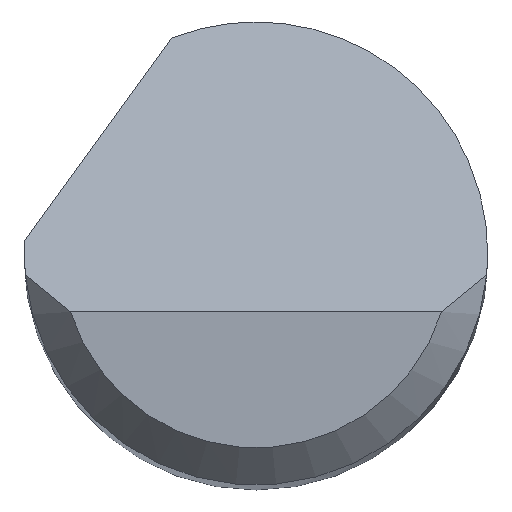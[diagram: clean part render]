
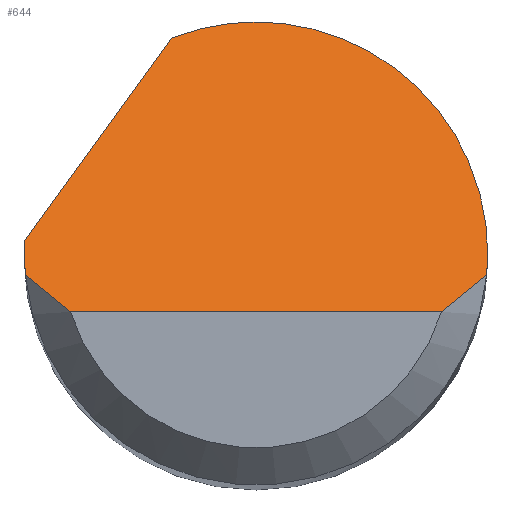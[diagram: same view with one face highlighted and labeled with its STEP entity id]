
A CAD part, top view. The second image highlights one B-rep face of the part: STEP entity #644.
In plain terms, the highlighted planar face has unit normal (0, 0.707, 0.707).
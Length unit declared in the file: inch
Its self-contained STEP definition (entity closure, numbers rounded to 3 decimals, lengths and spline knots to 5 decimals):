
#1 = CARTESIAN_POINT ( 'NONE',  ( -0.03394, 0.08739, 1.88886 ) ) ;
#3 = EDGE_CURVE ( 'NONE', #52, #680, #82, .T. ) ;
#4 = LINE ( 'NONE', #10, #762 ) ;
#10 = CARTESIAN_POINT ( 'NONE',  ( 0., -0.02375, 2. ) ) ;
#11 = CARTESIAN_POINT ( 'NONE',  ( 0.09375, 0., 1.97625 ) ) ;
#32 = VERTEX_POINT ( 'NONE', #292 ) ;
#40 = CARTESIAN_POINT ( 'NONE',  ( -0.09362, 0.005, 1.97125 ) ) ;
#44 = CARTESIAN_POINT ( 'NONE',  ( -0.09334, -0.00875, 1.985 ) ) ;
#51 = CARTESIAN_POINT ( 'NONE',  ( -0.09362, 0.005, 1.97125 ) ) ;
#52 = VERTEX_POINT ( 'NONE', #519 ) ;
#65 = CARTESIAN_POINT ( 'NONE',  ( -0.07508, -0.02375, 2. ) ) ;
#73 = VERTEX_POINT ( 'NONE', #458 ) ;
#79 = CARTESIAN_POINT ( 'NONE',  ( -0.11014, -0.01781, 1.99406 ) ) ;
#82 =( BOUNDED_CURVE ( )  B_SPLINE_CURVE ( 3, ( #501, #456, #395, #224 ),
 .UNSPECIFIED., .F., .T. ) 
 B_SPLINE_CURVE_WITH_KNOTS ( ( 4, 4 ),
 ( 4.61892, 4.71239 ),
 .UNSPECIFIED. ) 
 CURVE ( )  GEOMETRIC_REPRESENTATION_ITEM ( )  RATIONAL_B_SPLINE_CURVE ( ( 1., 0.999, 0.999, 1. ) ) 
 REPRESENTATION_ITEM ( '' )  );
#83 = PLANE ( 'NONE',  #670 ) ;
#87 = EDGE_CURVE ( 'NONE', #52, #216, #205, .T. ) ;
#100 = EDGE_CURVE ( 'NONE', #557, #483, #243, .T. ) ;
#113 = ORIENTED_EDGE ( 'NONE', *, *, #214, .F. ) ;
#117 = EDGE_CURVE ( 'NONE', #680, #364, #401, .T. ) ;
#123 = ORIENTED_EDGE ( 'NONE', *, *, #87, .T. ) ;
#172 = ORIENTED_EDGE ( 'NONE', *, *, #117, .F. ) ;
#183 = EDGE_CURVE ( 'NONE', #364, #557, #652, .T. ) ;
#195 = CARTESIAN_POINT ( 'NONE',  ( 0.09334, -0.00875, 1.985 ) ) ;
#199 = CARTESIAN_POINT ( 'NONE',  ( 0.09361, -0.00584, 1.98209 ) ) ;
#205 = B_SPLINE_CURVE_WITH_KNOTS ( 'NONE', 3,
 ( #44, #694, #528, #583 ),
 .UNSPECIFIED., .F., .F.,
 ( 4, 4 ),
 ( 0., 0.00071 ),
 .UNSPECIFIED. ) ;
#214 = EDGE_CURVE ( 'NONE', #483, #73, #628, .T. ) ;
#216 = VERTEX_POINT ( 'NONE', #65 ) ;
#224 = CARTESIAN_POINT ( 'NONE',  ( -0.09375, 0., 1.97625 ) ) ;
#243 =( BOUNDED_CURVE ( )  B_SPLINE_CURVE ( 3, ( #1, #465, #288, #345 ),
 .UNSPECIFIED., .F., .T. ) 
 B_SPLINE_CURVE_WITH_KNOTS ( ( 4, 4 ),
 ( 5.91277, 7.85398 ),
 .UNSPECIFIED. ) 
 CURVE ( )  GEOMETRIC_REPRESENTATION_ITEM ( )  RATIONAL_B_SPLINE_CURVE ( ( 1., 0.71, 0.71, 1. ) ) 
 REPRESENTATION_ITEM ( '' )  );
#250 = EDGE_CURVE ( 'NONE', #32, #73, #387, .T. ) ;
#257 = CARTESIAN_POINT ( 'NONE',  ( -0.03394, 0.08739, 1.88886 ) ) ;
#263 = CARTESIAN_POINT ( 'NONE',  ( 0.09375, -0.00292, 1.97917 ) ) ;
#265 = CARTESIAN_POINT ( 'NONE',  ( -0.09375, -0.02375, 2. ) ) ;
#266 = CARTESIAN_POINT ( 'NONE',  ( 0.07508, -0.02375, 2. ) ) ;
#277 = DIRECTION ( 'NONE',  ( 0., 0.707, -0.707 ) ) ;
#288 = CARTESIAN_POINT ( 'NONE',  ( 0.09375, 0.07266, 1.90359 ) ) ;
#292 = CARTESIAN_POINT ( 'NONE',  ( 0.07508, -0.02375, 2. ) ) ;
#298 = CARTESIAN_POINT ( 'NONE',  ( -0.09371, 0.00333, 1.97292 ) ) ;
#345 = CARTESIAN_POINT ( 'NONE',  ( 0.09375, 0., 1.97625 ) ) ;
#346 = ORIENTED_EDGE ( 'NONE', *, *, #423, .T. ) ;
#348 = CARTESIAN_POINT ( 'NONE',  ( -0.09375, 0., 1.97625 ) ) ;
#364 = VERTEX_POINT ( 'NONE', #40 ) ;
#387 = B_SPLINE_CURVE_WITH_KNOTS ( 'NONE', 3,
 ( #266, #624, #439, #742 ),
 .UNSPECIFIED., .F., .F.,
 ( 4, 4 ),
 ( 0., 0.00071 ),
 .UNSPECIFIED. ) ;
#395 = CARTESIAN_POINT ( 'NONE',  ( -0.09375, -0.00292, 1.97917 ) ) ;
#401 =( BOUNDED_CURVE ( )  B_SPLINE_CURVE ( 3, ( #348, #574, #298, #51 ),
 .UNSPECIFIED., .F., .T. ) 
 B_SPLINE_CURVE_WITH_KNOTS ( ( 4, 4 ),
 ( 4.71239, 4.76575 ),
 .UNSPECIFIED. ) 
 CURVE ( )  GEOMETRIC_REPRESENTATION_ITEM ( )  RATIONAL_B_SPLINE_CURVE ( ( 1., 1., 1., 1. ) ) 
 REPRESENTATION_ITEM ( '' )  );
#423 = EDGE_CURVE ( 'NONE', #216, #32, #4, .T. ) ;
#430 = ORIENTED_EDGE ( 'NONE', *, *, #183, .F. ) ;
#434 = ORIENTED_EDGE ( 'NONE', *, *, #3, .F. ) ;
#439 = CARTESIAN_POINT ( 'NONE',  ( 0.08761, -0.01397, 1.99022 ) ) ;
#456 = CARTESIAN_POINT ( 'NONE',  ( -0.09361, -0.00584, 1.98209 ) ) ;
#458 = CARTESIAN_POINT ( 'NONE',  ( 0.09334, -0.00875, 1.985 ) ) ;
#465 = CARTESIAN_POINT ( 'NONE',  ( 0.03379, 0.11369, 1.86256 ) ) ;
#472 = VECTOR ( 'NONE', #723, 39.37008 ) ;
#483 = VERTEX_POINT ( 'NONE', #489 ) ;
#489 = CARTESIAN_POINT ( 'NONE',  ( 0.09375, 0., 1.97625 ) ) ;
#501 = CARTESIAN_POINT ( 'NONE',  ( -0.09334, -0.00875, 1.985 ) ) ;
#519 = CARTESIAN_POINT ( 'NONE',  ( -0.09334, -0.00875, 1.985 ) ) ;
#528 = CARTESIAN_POINT ( 'NONE',  ( -0.08157, -0.019, 1.99525 ) ) ;
#557 = VERTEX_POINT ( 'NONE', #257 ) ;
#574 = CARTESIAN_POINT ( 'NONE',  ( -0.09375, 0.00167, 1.97458 ) ) ;
#583 = CARTESIAN_POINT ( 'NONE',  ( -0.07508, -0.02375, 2. ) ) ;
#589 = DIRECTION ( 'NONE',  ( 1., 0., 0. ) ) ;
#623 = FACE_OUTER_BOUND ( 'NONE', #748, .T. ) ;
#624 = CARTESIAN_POINT ( 'NONE',  ( 0.08157, -0.019, 1.99525 ) ) ;
#628 =( BOUNDED_CURVE ( )  B_SPLINE_CURVE ( 3, ( #11, #263, #199, #195 ),
 .UNSPECIFIED., .F., .T. ) 
 B_SPLINE_CURVE_WITH_KNOTS ( ( 4, 4 ),
 ( 1.5708, 1.66427 ),
 .UNSPECIFIED. ) 
 CURVE ( )  GEOMETRIC_REPRESENTATION_ITEM ( )  RATIONAL_B_SPLINE_CURVE ( ( 1., 0.999, 0.999, 1. ) ) 
 REPRESENTATION_ITEM ( '' )  );
#644 = ADVANCED_FACE ( 'NONE', ( #623 ), #83, .F. ) ;
#652 = LINE ( 'NONE', #79, #472 ) ;
#653 = ORIENTED_EDGE ( 'NONE', *, *, #250, .T. ) ;
#666 = DIRECTION ( 'NONE',  ( 0., -0.707, -0.707 ) ) ;
#670 = AXIS2_PLACEMENT_3D ( 'NONE', #265, #666, #277 ) ;
#673 = CARTESIAN_POINT ( 'NONE',  ( -0.09375, 0., 1.97625 ) ) ;
#680 = VERTEX_POINT ( 'NONE', #673 ) ;
#694 = CARTESIAN_POINT ( 'NONE',  ( -0.08761, -0.01397, 1.99022 ) ) ;
#723 = DIRECTION ( 'NONE',  ( 0.456, 0.629, -0.629 ) ) ;
#742 = CARTESIAN_POINT ( 'NONE',  ( 0.09334, -0.00875, 1.985 ) ) ;
#743 = ORIENTED_EDGE ( 'NONE', *, *, #100, .F. ) ;
#748 = EDGE_LOOP ( 'NONE', ( #346, #653, #113, #743, #430, #172, #434, #123 ) ) ;
#762 = VECTOR ( 'NONE', #589, 39.37008 ) ;
